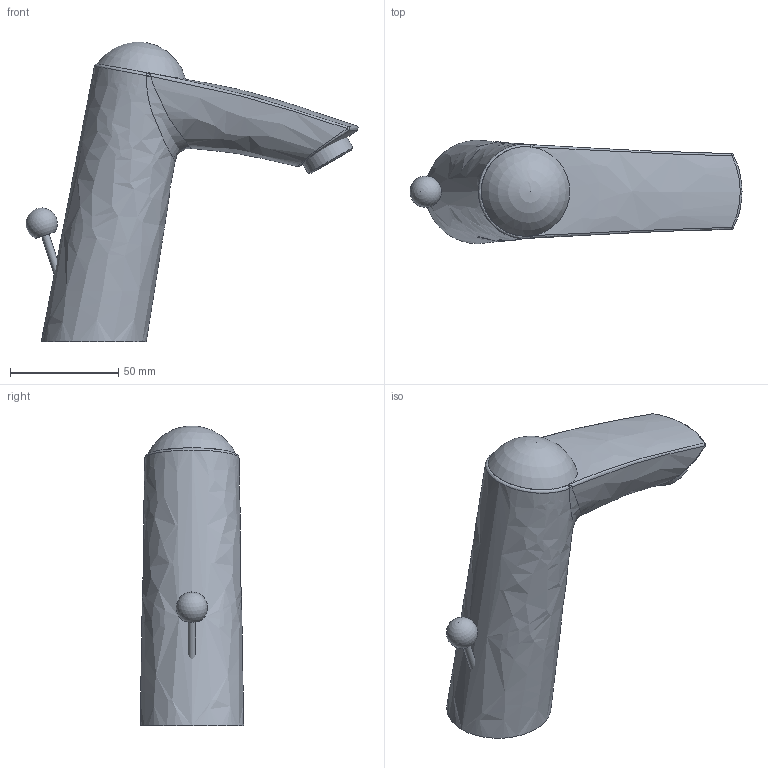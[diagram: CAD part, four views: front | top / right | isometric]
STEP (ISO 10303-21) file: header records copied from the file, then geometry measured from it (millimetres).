
FILE_DESCRIPTION(/* description */ ('Unknown'),/* implementation_level */ '2;1');
FILE_NAME(/* name */ '23322001',/* time_stamp */ '2022-09-01T07:37:28+02:00',/* author */ ('Unknown'),/* organization */ ('GROHE AG'),/* preprocessor_version */ 'ST-DEVELOPER v16.7',/* originating_system */ 'DEX',/* authorisation */ $);
FILE_SCHEMA (('AUTOMOTIVE_DESIGN {1 0 10303 214 3 1 1}'));
Length unit declared in the file: millimetre
Products named in the file (4): 23322001; id43; g018492879x7
Assembly tree (3 placements, depth 2):
  23322001
    23322001
    id43
    g018492879x7
Bounding box: 153.11 x 47.66 x 138.35 mm (x, y, z)
Volume: 1532.1 mm3; surface area: 33244.7 mm2
Topology: 1 solids, 5 shells, 26 faces, 60 edges, 36 vertices
Faces by surface type: bspline 14, sphere 4, plane 4, cylinder 3, cone 1
Full cylindrical faces by diameter (mm): 3.45 x1, 23.87 x1, 39.9 x1
Entity records: 1842 total; most frequent: CARTESIAN_POINT 1317, ORIENTED_EDGE 84, DIRECTION 62, EDGE_CURVE 47, VERTEX_POINT 32, EDGE_LOOP 32, FACE_BOUND 32, AXIS2_PLACEMENT_3D 31
